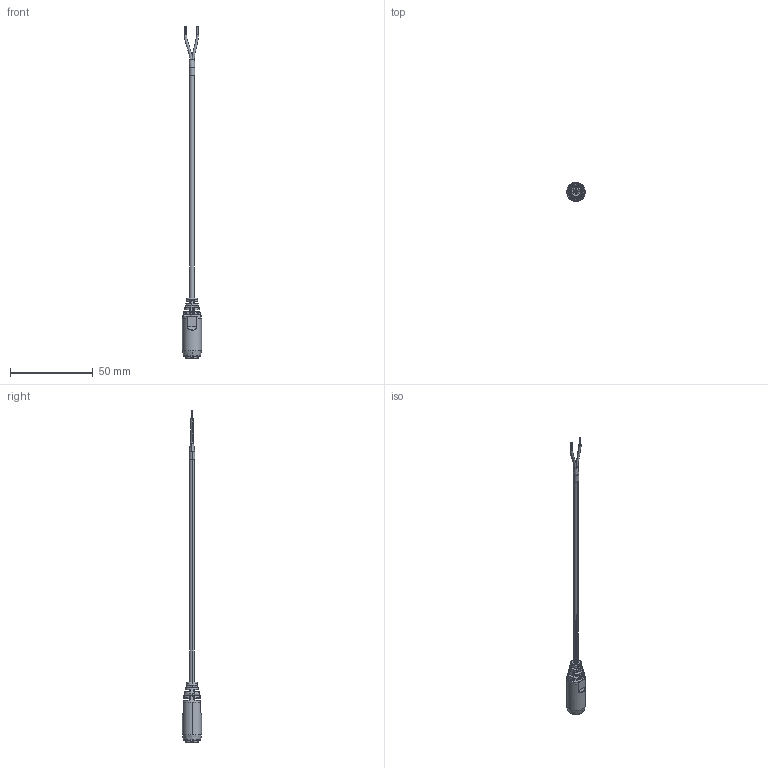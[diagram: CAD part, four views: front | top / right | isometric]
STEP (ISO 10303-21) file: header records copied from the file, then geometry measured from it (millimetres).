
FILE_DESCRIPTION (( 'STEP AP203' ), '1' );
FILE_NAME ('10-03928.STEP', '2021-04-19T22:51:13', ( '' ), ( '' ), 'SwSTEP 2.0', 'SolidWorks 2021', '' );
FILE_SCHEMA (( 'CONFIG_CONTROL_DESIGN' ));
Length unit declared in the file: millimetre
Products named in the file (8): 24-00359; 50-00025 pin; 30-00338_stripped and tinned; 10-03928; 50-00025; 50-00025 insulator; 50-00025 shell; 50-00025 contact
Assembly tree (7 placements, depth 3):
  10-03928
    30-00338_stripped and tinned
    24-00359
    50-00025
      50-00025 insulator
      50-00025 pin
      50-00025 shell
      50-00025 contact
Bounding box: 11.5 x 11.5 x 200.25 mm (x, y, z)
Volume: 3544.5 mm3; surface area: 12306.6 mm2
Topology: 146 solids, 146 shells, 866 faces, 1606 edges, 1038 vertices
Faces by surface type: plane 371, cylinder 354, bspline 99, torus 34, cone 8
Entity records: 26621 total; most frequent: CARTESIAN_POINT 8806, DIRECTION 3701, ORIENTED_EDGE 3208, AXIS2_PLACEMENT_3D 1617, EDGE_CURVE 1604, VERTEX_POINT 1038, EDGE_LOOP 896, ADVANCED_FACE 866
